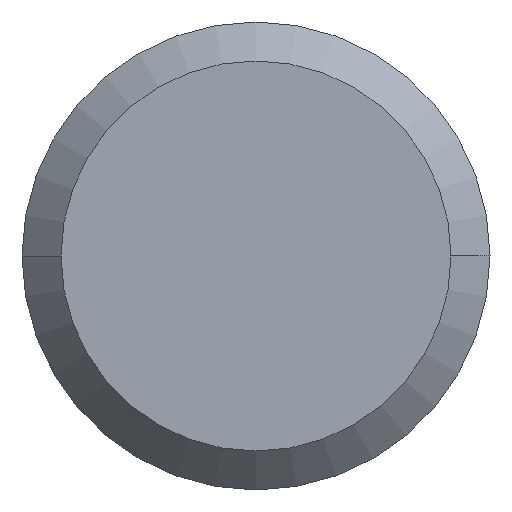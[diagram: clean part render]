
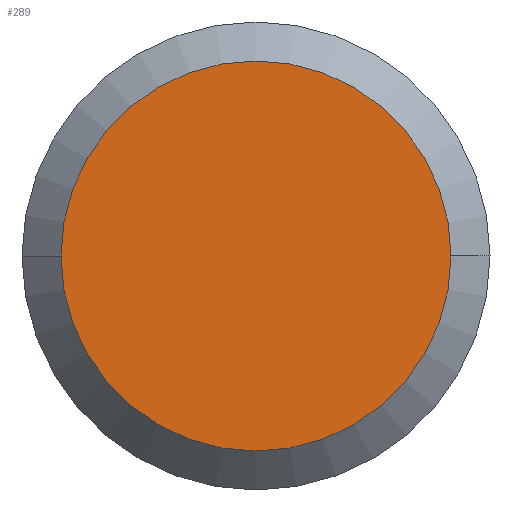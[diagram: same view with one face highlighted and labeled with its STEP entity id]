
A CAD part, left-side view. The second image highlights one B-rep face of the part: STEP entity #289.
In plain terms, the highlighted planar face has unit normal (-1, 0, 0).
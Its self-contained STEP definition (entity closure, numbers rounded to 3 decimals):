
#25 = AXIS2_PLACEMENT_3D ( 'NONE', #137, #132, #398 ) ;
#44 = DIRECTION ( 'NONE',  ( 1., 0., 0. ) ) ;
#51 = VERTEX_POINT ( 'NONE', #121 ) ;
#102 = EDGE_LOOP ( 'NONE', ( #134, #188 ) ) ;
#121 = CARTESIAN_POINT ( 'NONE',  ( -50., -2.5, 0. ) ) ;
#132 = DIRECTION ( 'NONE',  ( -1., 0., 0. ) ) ;
#134 = ORIENTED_EDGE ( 'NONE', *, *, #251, .F. ) ;
#137 = CARTESIAN_POINT ( 'NONE',  ( -50., 0., 0. ) ) ;
#138 = DIRECTION ( 'NONE',  ( 0., 1., 0. ) ) ;
#145 = EDGE_CURVE ( 'NONE', #51, #203, #448, .T. ) ;
#159 = AXIS2_PLACEMENT_3D ( 'NONE', #275, #44, #270 ) ;
#188 = ORIENTED_EDGE ( 'NONE', *, *, #145, .F. ) ;
#203 = VERTEX_POINT ( 'NONE', #461 ) ;
#228 = FACE_OUTER_BOUND ( 'NONE', #102, .T. ) ;
#245 = PLANE ( 'NONE',  #25 ) ;
#251 = EDGE_CURVE ( 'NONE', #203, #51, #315, .T. ) ;
#253 = CARTESIAN_POINT ( 'NONE',  ( -50., 0., 0. ) ) ;
#270 = DIRECTION ( 'NONE',  ( 0., 1., 0. ) ) ;
#275 = CARTESIAN_POINT ( 'NONE',  ( -50., 0., 0. ) ) ;
#289 = ADVANCED_FACE ( 'NONE', ( #228 ), #245, .T. ) ;
#315 = CIRCLE ( 'NONE', #410, 2.5 ) ;
#363 = DIRECTION ( 'NONE',  ( 1., 0., 0. ) ) ;
#398 = DIRECTION ( 'NONE',  ( 0., -1., 0. ) ) ;
#410 = AXIS2_PLACEMENT_3D ( 'NONE', #253, #363, #138 ) ;
#448 = CIRCLE ( 'NONE', #159, 2.5 ) ;
#461 = CARTESIAN_POINT ( 'NONE',  ( -50., 2.5, 0. ) ) ;
